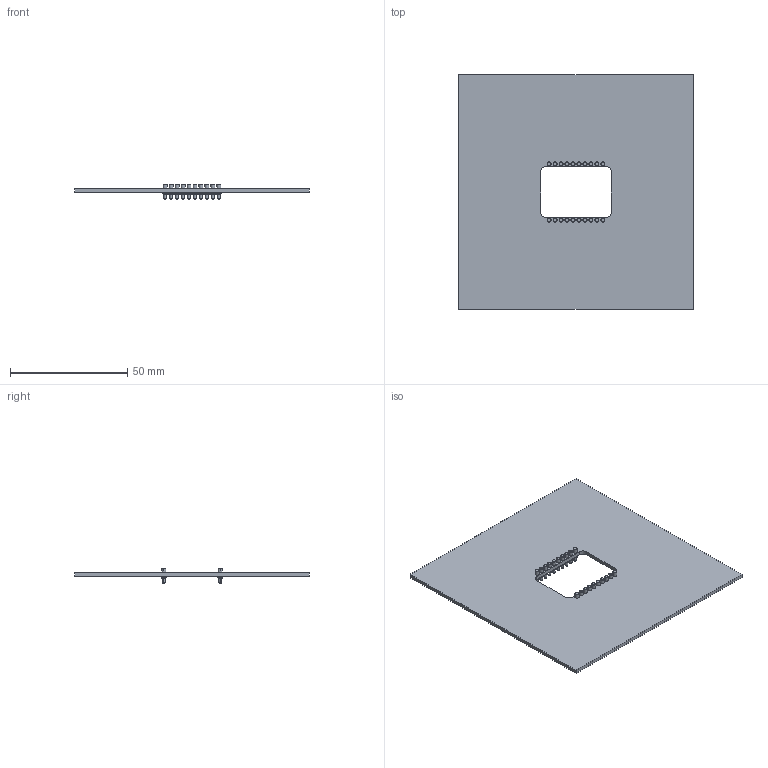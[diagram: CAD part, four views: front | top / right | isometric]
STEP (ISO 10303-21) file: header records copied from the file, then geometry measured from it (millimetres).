
FILE_DESCRIPTION(('KiCad electronic assembly'),'2;1');
FILE_NAME('pcb.step','2024-10-21T20:09:32',('Pcbnew'),('Kicad'), 'Open CASCADE STEP processor 7.8','KiCad to STEP converter','Unknown' );
FILE_SCHEMA(('AUTOMOTIVE_DESIGN { 1 0 10303 214 1 1 1 1 }'));
Length unit declared in the file: millimetre
Products named in the file (4): pcb 1; mill-max-0921-5-15-20-77-14-11-0; fullontopdown_PCB
Assembly tree (22 placements, depth 3):
  pcb 1
    mill-max-0921-5-15-20-77-14-11-0  x20
      mill-max-0921-5-15-20-77-14-11-0
    fullontopdown_PCB
Bounding box: 100 x 100 x 6.5 mm (x, y, z)
Volume: 15129.4 mm3; surface area: 20301.2 mm2
Topology: 21 solids, 21 shells, 494 faces, 1056 edges, 604 vertices
Faces by surface type: cone 200, cylinder 184, plane 70, sphere 40
Full cylindrical faces by diameter (mm): 1.78 x20
Entity records: 2042 total; most frequent: DIRECTION 378, CARTESIAN_POINT 313, ORIENTED_EDGE 284, AXIS2_PLACEMENT_3D 156, EDGE_CURVE 142, FACE_BOUND 101, EDGE_LOOP 101, VERTEX_POINT 91
